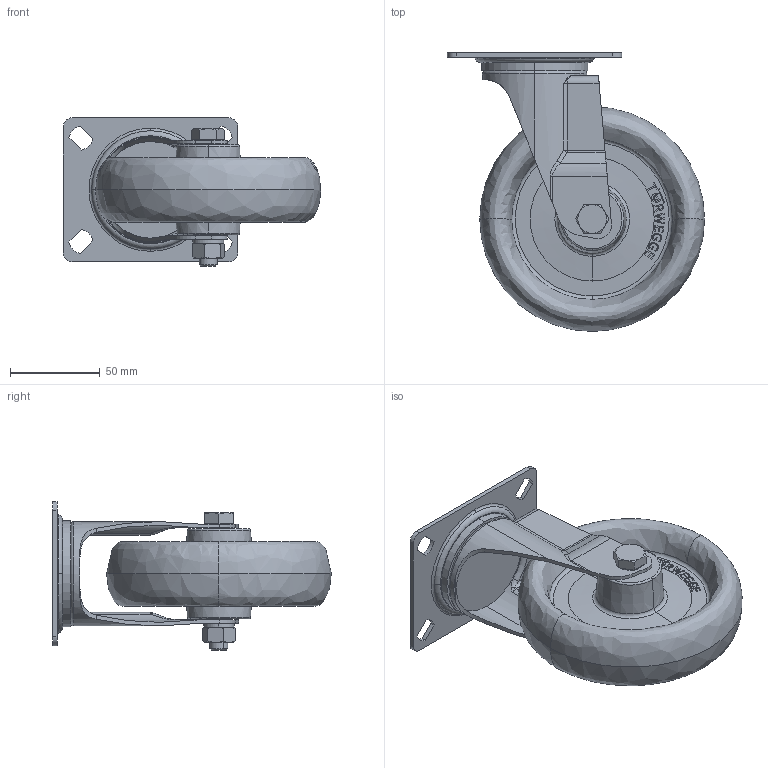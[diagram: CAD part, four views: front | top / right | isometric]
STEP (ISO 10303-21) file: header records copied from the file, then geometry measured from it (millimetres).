
FILE_DESCRIPTION (( 'STEP AP214' ), '1' );
FILE_NAME ('0022218.step', '2022-10-11T11:28:29', ( '' ), ( '' ), 'SwSTEP 2.0', 'SolidWorks 2020', '' );
FILE_SCHEMA (( 'AUTOMOTIVE_DESIGN' ));
Length unit declared in the file: millimetre
Products named in the file (1): 0022218
Bounding box: 143 x 155 x 82.5 mm (x, y, z)
Volume: 314012.4 mm3; surface area: 90438.7 mm2
Topology: 18 solids, 18 shells, 396 faces, 943 edges, 592 vertices
Faces by surface type: plane 183, cylinder 76, bspline 51, torus 44, cone 38, sphere 4
Entity records: 17268 total; most frequent: CARTESIAN_POINT 3822, ORIENTED_EDGE 1878, DIRECTION 1767, EDGE_CURVE 939, AXIS2_PLACEMENT_3D 641, VERTEX_POINT 592, LINE 485, VECTOR 485
